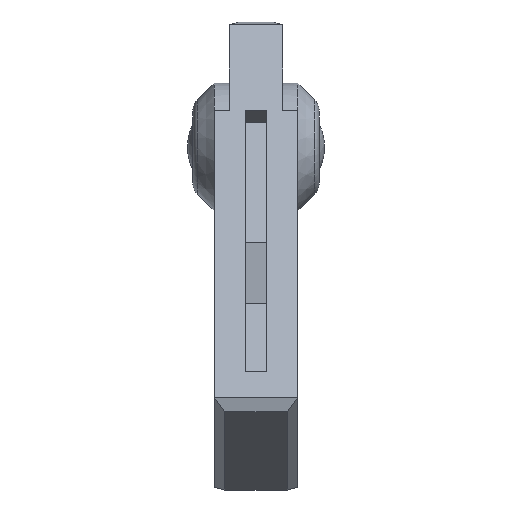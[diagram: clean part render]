
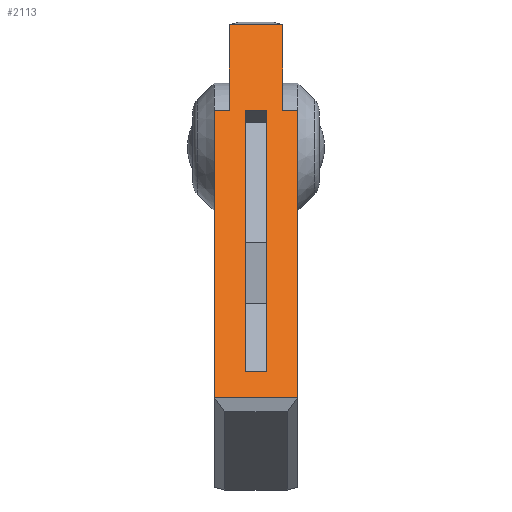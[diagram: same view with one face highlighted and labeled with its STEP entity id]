
A CAD part, top view. The second image highlights one B-rep face of the part: STEP entity #2113.
In plain terms, the highlighted planar face has unit normal (0, 0.574, 0.819).
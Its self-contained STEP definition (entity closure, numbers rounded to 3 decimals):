
#5 = VERTEX_POINT ( 'NONE', #393 ) ;
#62 = EDGE_CURVE ( 'NONE', #805, #5, #2361, .T. ) ;
#103 = VERTEX_POINT ( 'NONE', #1219 ) ;
#145 = EDGE_CURVE ( 'NONE', #103, #1004, #2394, .T. ) ;
#161 = FACE_OUTER_BOUND ( 'NONE', #2522, .T. ) ;
#189 = VECTOR ( 'NONE', #460, 1000. ) ;
#207 = LINE ( 'NONE', #1911, #1369 ) ;
#261 = VERTEX_POINT ( 'NONE', #351 ) ;
#267 = VERTEX_POINT ( 'NONE', #2511 ) ;
#343 = EDGE_CURVE ( 'NONE', #2020, #1848, #652, .T. ) ;
#351 = CARTESIAN_POINT ( 'NONE',  ( 2.5, 35.943, -25.168 ) ) ;
#353 = FACE_BOUND ( 'NONE', #413, .T. ) ;
#371 = DIRECTION ( 'NONE',  ( 0., -0.574, -0.819 ) ) ;
#385 = EDGE_CURVE ( 'NONE', #1004, #1713, #936, .T. ) ;
#393 = CARTESIAN_POINT ( 'NONE',  ( 3.95, 0.819, -0.574 ) ) ;
#413 = EDGE_LOOP ( 'NONE', ( #1151, #3039, #443, #989 ) ) ;
#443 = ORIENTED_EDGE ( 'NONE', *, *, #385, .F. ) ;
#460 = DIRECTION ( 'NONE',  ( -1., 0., 0. ) ) ;
#462 = CARTESIAN_POINT ( 'NONE',  ( -2.5, 35.943, -25.168 ) ) ;
#467 = VECTOR ( 'NONE', #2345, 1000. ) ;
#504 = CARTESIAN_POINT ( 'NONE',  ( -2.5, 27.851, -19.502 ) ) ;
#512 = DIRECTION ( 'NONE',  ( 0., 0.819, -0.574 ) ) ;
#548 = ORIENTED_EDGE ( 'NONE', *, *, #2014, .F. ) ;
#613 = VECTOR ( 'NONE', #1521, 1000. ) ;
#652 = LINE ( 'NONE', #1863, #1639 ) ;
#662 = EDGE_CURVE ( 'NONE', #1713, #267, #913, .T. ) ;
#739 = CARTESIAN_POINT ( 'NONE',  ( 3.95, 0., 0. ) ) ;
#753 = EDGE_CURVE ( 'NONE', #805, #2493, #2397, .T. ) ;
#805 = VERTEX_POINT ( 'NONE', #2474 ) ;
#812 = VERTEX_POINT ( 'NONE', #1353 ) ;
#913 = LINE ( 'NONE', #1162, #3060 ) ;
#920 = CARTESIAN_POINT ( 'NONE',  ( -3.95, 0., 0. ) ) ;
#922 = EDGE_CURVE ( 'NONE', #261, #1022, #2379, .T. ) ;
#936 = LINE ( 'NONE', #2588, #189 ) ;
#940 = DIRECTION ( 'NONE',  ( 1., 0., 0. ) ) ;
#989 = ORIENTED_EDGE ( 'NONE', *, *, #145, .F. ) ;
#1004 = VERTEX_POINT ( 'NONE', #1864 ) ;
#1012 = EDGE_CURVE ( 'NONE', #812, #5, #207, .T. ) ;
#1022 = VERTEX_POINT ( 'NONE', #462 ) ;
#1037 = EDGE_CURVE ( 'NONE', #1848, #812, #3055, .T. ) ;
#1055 = CARTESIAN_POINT ( 'NONE',  ( -3.95, 27.851, -19.502 ) ) ;
#1122 = ORIENTED_EDGE ( 'NONE', *, *, #1037, .T. ) ;
#1151 = ORIENTED_EDGE ( 'NONE', *, *, #1698, .F. ) ;
#1155 = ORIENTED_EDGE ( 'NONE', *, *, #2909, .T. ) ;
#1156 = CARTESIAN_POINT ( 'NONE',  ( -1., 3.277, -2.294 ) ) ;
#1162 = CARTESIAN_POINT ( 'NONE',  ( -1., 27.851, -19.502 ) ) ;
#1202 = CARTESIAN_POINT ( 'NONE',  ( 1., 27.851, -19.502 ) ) ;
#1206 = DIRECTION ( 'NONE',  ( 0., -0.819, 0.574 ) ) ;
#1207 = CARTESIAN_POINT ( 'NONE',  ( 3.95, 27.851, -19.502 ) ) ;
#1219 = CARTESIAN_POINT ( 'NONE',  ( 1., 3.277, -2.294 ) ) ;
#1353 = CARTESIAN_POINT ( 'NONE',  ( -3.95, 0.819, -0.574 ) ) ;
#1363 = LINE ( 'NONE', #1156, #2672 ) ;
#1369 = VECTOR ( 'NONE', #2875, 1000. ) ;
#1462 = ORIENTED_EDGE ( 'NONE', *, *, #922, .T. ) ;
#1521 = DIRECTION ( 'NONE',  ( 0., -0.819, 0.574 ) ) ;
#1639 = VECTOR ( 'NONE', #2110, 1000. ) ;
#1685 = VECTOR ( 'NONE', #1206, 1000. ) ;
#1698 = EDGE_CURVE ( 'NONE', #267, #103, #1363, .T. ) ;
#1713 = VERTEX_POINT ( 'NONE', #3033 ) ;
#1770 = AXIS2_PLACEMENT_3D ( 'NONE', #2103, #371, #2070 ) ;
#1848 = VERTEX_POINT ( 'NONE', #1055 ) ;
#1863 = CARTESIAN_POINT ( 'NONE',  ( 3.95, 27.851, -19.502 ) ) ;
#1864 = CARTESIAN_POINT ( 'NONE',  ( 1., 27.851, -19.502 ) ) ;
#1911 = CARTESIAN_POINT ( 'NONE',  ( 3.95, 0.819, -0.574 ) ) ;
#1919 = ORIENTED_EDGE ( 'NONE', *, *, #1012, .T. ) ;
#1948 = DIRECTION ( 'NONE',  ( -1., 0., 0. ) ) ;
#1977 = LINE ( 'NONE', #504, #1685 ) ;
#2014 = EDGE_CURVE ( 'NONE', #261, #2493, #2922, .T. ) ;
#2020 = VERTEX_POINT ( 'NONE', #2240 ) ;
#2032 = VECTOR ( 'NONE', #2128, 1000. ) ;
#2041 = PLANE ( 'NONE',  #1770 ) ;
#2070 = DIRECTION ( 'NONE',  ( 0., 0.819, -0.574 ) ) ;
#2103 = CARTESIAN_POINT ( 'NONE',  ( 3.95, 0., 0. ) ) ;
#2110 = DIRECTION ( 'NONE',  ( -1., 0., 0. ) ) ;
#2113 = ADVANCED_FACE ( 'NONE', ( #353, #161 ), #2041, .F. ) ;
#2128 = DIRECTION ( 'NONE',  ( 0., -0.819, 0.574 ) ) ;
#2240 = CARTESIAN_POINT ( 'NONE',  ( -2.5, 27.851, -19.502 ) ) ;
#2274 = ORIENTED_EDGE ( 'NONE', *, *, #343, .T. ) ;
#2345 = DIRECTION ( 'NONE',  ( -1., 0., 0. ) ) ;
#2361 = LINE ( 'NONE', #739, #2380 ) ;
#2379 = LINE ( 'NONE', #2818, #467 ) ;
#2380 = VECTOR ( 'NONE', #3081, 1000. ) ;
#2394 = LINE ( 'NONE', #1202, #2526 ) ;
#2397 = LINE ( 'NONE', #1207, #3014 ) ;
#2474 = CARTESIAN_POINT ( 'NONE',  ( 3.95, 27.851, -19.502 ) ) ;
#2485 = CARTESIAN_POINT ( 'NONE',  ( 2.5, 27.851, -19.502 ) ) ;
#2493 = VERTEX_POINT ( 'NONE', #2678 ) ;
#2511 = CARTESIAN_POINT ( 'NONE',  ( -1., 3.277, -2.294 ) ) ;
#2522 = EDGE_LOOP ( 'NONE', ( #548, #1462, #1155, #2274, #1122, #1919, #3076, #2965 ) ) ;
#2526 = VECTOR ( 'NONE', #512, 1000. ) ;
#2588 = CARTESIAN_POINT ( 'NONE',  ( -1., 27.851, -19.502 ) ) ;
#2672 = VECTOR ( 'NONE', #940, 1000. ) ;
#2678 = CARTESIAN_POINT ( 'NONE',  ( 2.5, 27.851, -19.502 ) ) ;
#2818 = CARTESIAN_POINT ( 'NONE',  ( 3.95, 35.943, -25.168 ) ) ;
#2867 = DIRECTION ( 'NONE',  ( 0., -0.819, 0.574 ) ) ;
#2875 = DIRECTION ( 'NONE',  ( 1., 0., 0. ) ) ;
#2909 = EDGE_CURVE ( 'NONE', #1022, #2020, #1977, .T. ) ;
#2922 = LINE ( 'NONE', #2485, #613 ) ;
#2965 = ORIENTED_EDGE ( 'NONE', *, *, #753, .T. ) ;
#3014 = VECTOR ( 'NONE', #1948, 1000. ) ;
#3033 = CARTESIAN_POINT ( 'NONE',  ( -1., 27.851, -19.502 ) ) ;
#3039 = ORIENTED_EDGE ( 'NONE', *, *, #662, .F. ) ;
#3055 = LINE ( 'NONE', #920, #2032 ) ;
#3060 = VECTOR ( 'NONE', #2867, 1000. ) ;
#3076 = ORIENTED_EDGE ( 'NONE', *, *, #62, .F. ) ;
#3081 = DIRECTION ( 'NONE',  ( 0., -0.819, 0.574 ) ) ;
